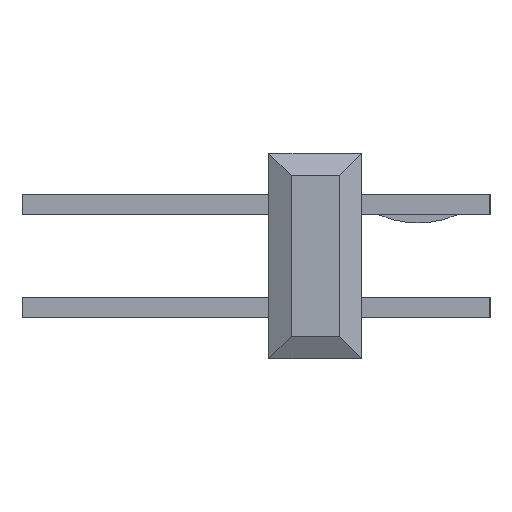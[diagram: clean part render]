
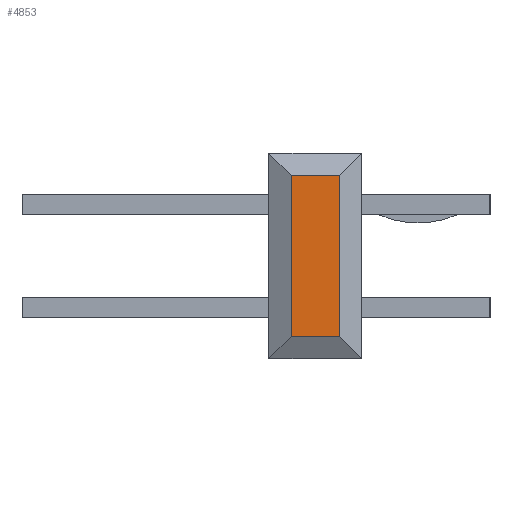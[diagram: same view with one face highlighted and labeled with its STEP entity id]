
A CAD part, left-side view. The second image highlights one B-rep face of the part: STEP entity #4853.
In plain terms, the highlighted planar face has unit normal (-1, 0, 0).
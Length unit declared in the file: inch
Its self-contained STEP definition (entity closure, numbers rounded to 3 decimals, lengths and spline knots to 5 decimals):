
#1065=DIRECTION('',(0.,-1.,0.));
#1066=VECTOR('',#1065,0.0467);
#1067=CARTESIAN_POINT('',(-0.5,0.02335,0.07835));
#1068=LINE('',#1067,#1066);
#1069=DIRECTION('',(0.,0.,-1.));
#1070=VECTOR('',#1069,0.1567);
#1071=CARTESIAN_POINT('',(-0.5,-0.02335,0.07835));
#1072=LINE('',#1071,#1070);
#1073=DIRECTION('',(0.,-1.,0.));
#1074=VECTOR('',#1073,0.0467);
#1075=CARTESIAN_POINT('',(-0.5,0.02335,-0.07835));
#1076=LINE('',#1075,#1074);
#1077=DIRECTION('',(0.,0.,1.));
#1078=VECTOR('',#1077,0.1567);
#1079=CARTESIAN_POINT('',(-0.5,0.02335,-0.07835));
#1080=LINE('',#1079,#1078);
#3761=CARTESIAN_POINT('',(-0.5,0.02335,0.07835));
#3762=CARTESIAN_POINT('',(-0.5,-0.02335,0.07835));
#3763=VERTEX_POINT('',#3761);
#3764=VERTEX_POINT('',#3762);
#3769=CARTESIAN_POINT('',(-0.5,-0.02335,-0.07835));
#3770=VERTEX_POINT('',#3769);
#3775=CARTESIAN_POINT('',(-0.5,0.02335,-0.07835));
#3776=VERTEX_POINT('',#3775);
#4839=CARTESIAN_POINT('',(-0.5,-0.045,-0.1));
#4840=DIRECTION('',(-1.,0.,0.));
#4841=DIRECTION('',(0.,0.,1.));
#4842=AXIS2_PLACEMENT_3D('',#4839,#4840,#4841);
#4843=PLANE('',#4842);
#4844=ORIENTED_EDGE('',*,*,#4829,.T.);
#4846=ORIENTED_EDGE('',*,*,#4845,.T.);
#4848=ORIENTED_EDGE('',*,*,#4847,.F.);
#4850=ORIENTED_EDGE('',*,*,#4849,.T.);
#4851=EDGE_LOOP('',(#4844,#4846,#4848,#4850));
#4852=FACE_OUTER_BOUND('',#4851,.F.);
#4853=ADVANCED_FACE('',(#4852),#4843,.T.);
#4829=EDGE_CURVE('',#3763,#3764,#1068,.T.);
#4845=EDGE_CURVE('',#3764,#3770,#1072,.T.);
#4847=EDGE_CURVE('',#3776,#3770,#1076,.T.);
#4849=EDGE_CURVE('',#3776,#3763,#1080,.T.);
